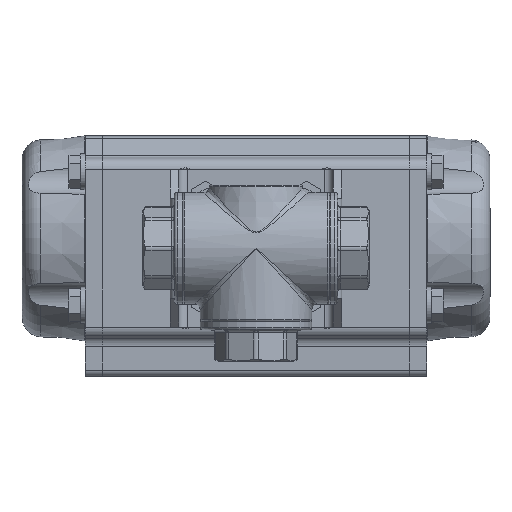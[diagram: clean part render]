
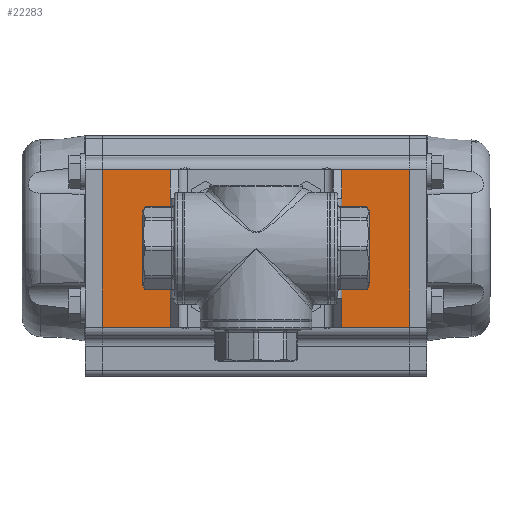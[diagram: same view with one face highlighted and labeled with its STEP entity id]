
A CAD part, front view. The second image highlights one B-rep face of the part: STEP entity #22283.
In plain terms, the highlighted planar face has unit normal (0, -1, 0).
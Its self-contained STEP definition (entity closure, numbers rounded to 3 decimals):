
#861=PLANE('',#25107);
#3247=LINE('',#67417,#5005);
#3248=LINE('',#67421,#5006);
#3249=LINE('',#67423,#5007);
#3250=LINE('',#67425,#5008);
#3251=LINE('',#67429,#5009);
#3252=LINE('',#67433,#5010);
#3253=LINE('',#67435,#5011);
#3254=LINE('',#67437,#5012);
#5005=VECTOR('',#29579,1000.);
#5006=VECTOR('',#29582,1000.);
#5007=VECTOR('',#29583,1000.);
#5008=VECTOR('',#29584,1000.);
#5009=VECTOR('',#29587,1000.);
#5010=VECTOR('',#29590,1000.);
#5011=VECTOR('',#29591,1000.);
#5012=VECTOR('',#29592,1000.);
#10420=ORIENTED_EDGE('',*,*,#14343,.T.);
#10421=ORIENTED_EDGE('',*,*,#14344,.T.);
#10422=ORIENTED_EDGE('',*,*,#14345,.T.);
#10423=ORIENTED_EDGE('',*,*,#14346,.T.);
#10424=ORIENTED_EDGE('',*,*,#14347,.F.);
#10425=ORIENTED_EDGE('',*,*,#14348,.F.);
#10426=ORIENTED_EDGE('',*,*,#14349,.T.);
#10427=ORIENTED_EDGE('',*,*,#14350,.F.);
#10428=ORIENTED_EDGE('',*,*,#14351,.T.);
#10429=ORIENTED_EDGE('',*,*,#14352,.F.);
#10430=ORIENTED_EDGE('',*,*,#14353,.T.);
#10431=ORIENTED_EDGE('',*,*,#14354,.T.);
#10432=ORIENTED_EDGE('',*,*,#14355,.T.);
#10433=ORIENTED_EDGE('',*,*,#14356,.T.);
#10434=ORIENTED_EDGE('',*,*,#14357,.T.);
#10435=ORIENTED_EDGE('',*,*,#14358,.T.);
#10436=ORIENTED_EDGE('',*,*,#14359,.T.);
#14343=EDGE_CURVE('',#16697,#16698,#17695,.T.);
#14344=EDGE_CURVE('',#16698,#16699,#3247,.T.);
#14345=EDGE_CURVE('',#16699,#16700,#17696,.T.);
#14346=EDGE_CURVE('',#16700,#16701,#3248,.T.);
#14347=EDGE_CURVE('',#16702,#16701,#3249,.T.);
#14348=EDGE_CURVE('',#16703,#16702,#3250,.T.);
#14349=EDGE_CURVE('',#16703,#16704,#17697,.T.);
#14350=EDGE_CURVE('',#16705,#16704,#3251,.T.);
#14351=EDGE_CURVE('',#16705,#16706,#17698,.T.);
#14352=EDGE_CURVE('',#16707,#16706,#3252,.T.);
#14353=EDGE_CURVE('',#16707,#16708,#3253,.T.);
#14354=EDGE_CURVE('',#16708,#16697,#3254,.T.);
#14355=EDGE_CURVE('',#16709,#16709,#17699,.T.);
#14356=EDGE_CURVE('',#16710,#16710,#17700,.T.);
#14357=EDGE_CURVE('',#16711,#16711,#17701,.T.);
#14358=EDGE_CURVE('',#16712,#16712,#17702,.T.);
#14359=EDGE_CURVE('',#16713,#16713,#17703,.T.);
#16697=VERTEX_POINT('',#67415);
#16698=VERTEX_POINT('',#67416);
#16699=VERTEX_POINT('',#67418);
#16700=VERTEX_POINT('',#67420);
#16701=VERTEX_POINT('',#67422);
#16702=VERTEX_POINT('',#67424);
#16703=VERTEX_POINT('',#67426);
#16704=VERTEX_POINT('',#67428);
#16705=VERTEX_POINT('',#67430);
#16706=VERTEX_POINT('',#67432);
#16707=VERTEX_POINT('',#67434);
#16708=VERTEX_POINT('',#67436);
#16709=VERTEX_POINT('',#67439);
#16710=VERTEX_POINT('',#67441);
#16711=VERTEX_POINT('',#67443);
#16712=VERTEX_POINT('',#67445);
#16713=VERTEX_POINT('',#67447);
#17695=CIRCLE('',#25108,3.324);
#17696=CIRCLE('',#25109,3.324);
#17697=CIRCLE('',#25110,3.324);
#17698=CIRCLE('',#25111,3.324);
#17699=CIRCLE('',#25112,2.459);
#17700=CIRCLE('',#25113,2.459);
#17701=CIRCLE('',#25114,2.459);
#17702=CIRCLE('',#25115,2.459);
#17703=CIRCLE('',#25116,11.);
#19021=EDGE_LOOP('',(#10420,#10421,#10422,#10423,#10424,#10425,#10426,#10427,
#10428,#10429,#10430,#10431));
#19022=EDGE_LOOP('',(#10432));
#19023=EDGE_LOOP('',(#10433));
#19024=EDGE_LOOP('',(#10434));
#19025=EDGE_LOOP('',(#10435));
#19026=EDGE_LOOP('',(#10436));
#20546=FACE_BOUND('',#19021,.T.);
#20547=FACE_BOUND('',#19022,.T.);
#20548=FACE_BOUND('',#19023,.T.);
#20549=FACE_BOUND('',#19024,.T.);
#20550=FACE_BOUND('',#19025,.T.);
#20551=FACE_BOUND('',#19026,.T.);
#22283=ADVANCED_FACE('',(#20546,#20547,#20548,#20549,#20550,#20551),#861,
 .T.);
#25107=AXIS2_PLACEMENT_3D('',#67413,#29575,#29576);
#25108=AXIS2_PLACEMENT_3D('',#67414,#29577,#29578);
#25109=AXIS2_PLACEMENT_3D('',#67419,#29580,#29581);
#25110=AXIS2_PLACEMENT_3D('',#67427,#29585,#29586);
#25111=AXIS2_PLACEMENT_3D('',#67431,#29588,#29589);
#25112=AXIS2_PLACEMENT_3D('',#67438,#29593,#29594);
#25113=AXIS2_PLACEMENT_3D('',#67440,#29595,#29596);
#25114=AXIS2_PLACEMENT_3D('',#67442,#29597,#29598);
#25115=AXIS2_PLACEMENT_3D('',#67444,#29599,#29600);
#25116=AXIS2_PLACEMENT_3D('',#67446,#29601,#29602);
#29575=DIRECTION('',(0.,-1.,0.));
#29576=DIRECTION('',(0.,0.,-1.));
#29577=DIRECTION('',(0.,1.,0.));
#29578=DIRECTION('',(1.,0.,0.));
#29579=DIRECTION('',(0.,0.,-1.));
#29580=DIRECTION('',(0.,1.,0.));
#29581=DIRECTION('',(1.,0.,0.));
#29582=DIRECTION('',(0.,0.,-1.));
#29583=DIRECTION('',(-1.,0.,0.));
#29584=DIRECTION('',(0.,0.,-1.));
#29585=DIRECTION('',(0.,1.,0.));
#29586=DIRECTION('',(1.,0.,0.));
#29587=DIRECTION('',(0.,0.,-1.));
#29588=DIRECTION('',(0.,1.,0.));
#29589=DIRECTION('',(1.,0.,0.));
#29590=DIRECTION('',(0.,0.,-1.));
#29591=DIRECTION('',(-1.,0.,0.));
#29592=DIRECTION('',(0.,0.,-1.));
#29593=DIRECTION('',(0.,1.,0.));
#29594=DIRECTION('',(1.,0.,0.));
#29595=DIRECTION('',(0.,1.,0.));
#29596=DIRECTION('',(1.,0.,0.));
#29597=DIRECTION('',(0.,1.,0.));
#29598=DIRECTION('',(1.,0.,0.));
#29599=DIRECTION('',(0.,1.,0.));
#29600=DIRECTION('',(1.,0.,0.));
#29601=DIRECTION('',(0.,1.,0.));
#29602=DIRECTION('',(0.,0.,-1.));
#67413=CARTESIAN_POINT('',(-24.05,-42.25,-6.));
#67414=CARTESIAN_POINT('',(-21.273,-42.25,-34.955));
#67415=CARTESIAN_POINT('',(-24.05,-42.25,-33.128));
#67416=CARTESIAN_POINT('',(-24.05,-42.25,-36.782));
#67417=CARTESIAN_POINT('',(-24.05,-42.25,-6.));
#67418=CARTESIAN_POINT('',(-24.05,-42.25,-82.618));
#67419=CARTESIAN_POINT('',(-21.273,-42.25,-84.445));
#67420=CARTESIAN_POINT('',(-24.05,-42.25,-86.272));
#67421=CARTESIAN_POINT('',(-24.05,-42.25,-6.));
#67422=CARTESIAN_POINT('',(-24.05,-42.25,-113.4));
#67423=CARTESIAN_POINT('',(32.65,-42.25,-113.4));
#67424=CARTESIAN_POINT('',(30.993,-42.25,-113.4));
#67425=CARTESIAN_POINT('',(30.993,-42.25,-6.));
#67426=CARTESIAN_POINT('',(30.993,-42.25,-86.272));
#67427=CARTESIAN_POINT('',(28.217,-42.25,-84.445));
#67428=CARTESIAN_POINT('',(30.993,-42.25,-82.618));
#67429=CARTESIAN_POINT('',(30.993,-42.25,-6.));
#67430=CARTESIAN_POINT('',(30.993,-42.25,-36.782));
#67431=CARTESIAN_POINT('',(28.217,-42.25,-34.955));
#67432=CARTESIAN_POINT('',(30.993,-42.25,-33.128));
#67433=CARTESIAN_POINT('',(30.993,-42.25,-6.));
#67434=CARTESIAN_POINT('',(30.993,-42.25,-6.));
#67435=CARTESIAN_POINT('',(32.65,-42.25,-6.));
#67436=CARTESIAN_POINT('',(-24.05,-42.25,-6.));
#67437=CARTESIAN_POINT('',(-24.05,-42.25,-6.));
#67438=CARTESIAN_POINT('',(-14.208,-42.25,-77.38));
#67439=CARTESIAN_POINT('',(-11.75,-42.25,-77.38));
#67440=CARTESIAN_POINT('',(21.152,-42.25,-77.38));
#67441=CARTESIAN_POINT('',(23.61,-42.25,-77.38));
#67442=CARTESIAN_POINT('',(21.152,-42.25,-42.02));
#67443=CARTESIAN_POINT('',(23.61,-42.25,-42.02));
#67444=CARTESIAN_POINT('',(-14.208,-42.25,-42.02));
#67445=CARTESIAN_POINT('',(-11.75,-42.25,-42.02));
#67446=CARTESIAN_POINT('',(3.5,-42.25,-59.7));
#67447=CARTESIAN_POINT('',(3.5,-42.25,-70.7));
